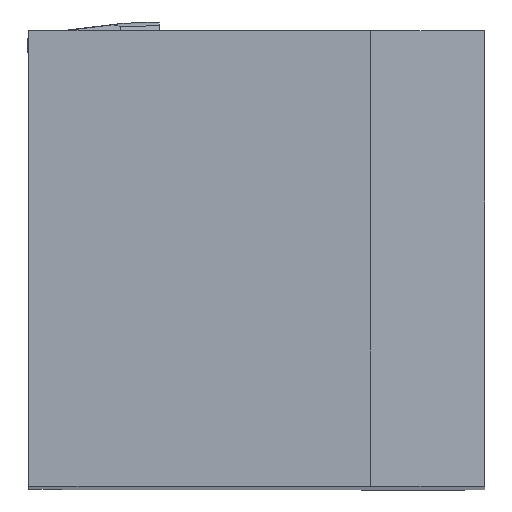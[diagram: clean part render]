
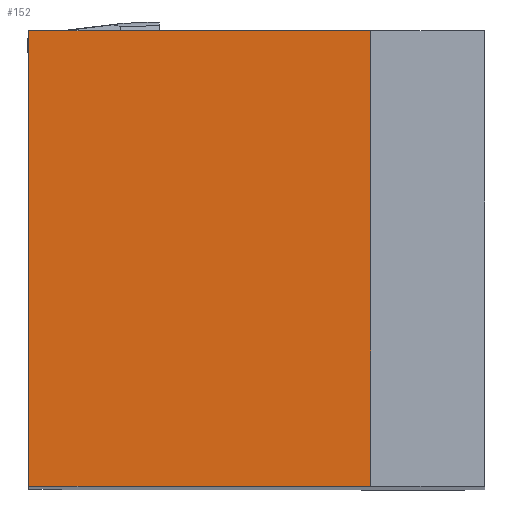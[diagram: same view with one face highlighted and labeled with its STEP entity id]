
A CAD part, top view. The second image highlights one B-rep face of the part: STEP entity #152.
In plain terms, the highlighted planar face has unit normal (0, 0, 1).
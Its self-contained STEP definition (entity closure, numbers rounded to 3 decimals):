
#152=ADVANCED_FACE('',(#213),#181,.T.);
#181=PLANE('',#875);
#213=FACE_OUTER_BOUND('',#253,.T.);
#253=EDGE_LOOP('',(#411,#412,#413,#414));
#411=ORIENTED_EDGE('',*,*,#590,.T.);
#412=ORIENTED_EDGE('',*,*,#593,.T.);
#413=ORIENTED_EDGE('',*,*,#578,.T.);
#414=ORIENTED_EDGE('',*,*,#585,.T.);
#496=VERTEX_POINT('',#1260);
#497=VERTEX_POINT('',#1262);
#501=VERTEX_POINT('',#1273);
#504=VERTEX_POINT('',#1282);
#578=EDGE_CURVE('',#497,#496,#655,.T.);
#585=EDGE_CURVE('',#496,#501,#662,.T.);
#590=EDGE_CURVE('',#501,#504,#667,.T.);
#593=EDGE_CURVE('',#504,#497,#670,.T.);
#655=LINE('',#1261,#732);
#662=LINE('',#1274,#739);
#667=LINE('',#1283,#744);
#670=LINE('',#1288,#747);
#732=VECTOR('',#1030,1.);
#739=VECTOR('',#1039,1.);
#744=VECTOR('',#1046,1.);
#747=VECTOR('',#1053,1.);
#875=AXIS2_PLACEMENT_3D('',#1289,#1054,#1055);
#1030=DIRECTION('',(-1.,0.,0.));
#1039=DIRECTION('',(0.,-1.,0.));
#1046=DIRECTION('',(1.,0.,0.));
#1053=DIRECTION('',(0.,1.,0.));
#1054=DIRECTION('',(0.,0.,1.));
#1055=DIRECTION('',(-1.,0.,0.));
#1260=CARTESIAN_POINT('',(0.,12.,0.));
#1261=CARTESIAN_POINT('',(12.,12.,0.));
#1262=CARTESIAN_POINT('',(9.,12.,0.));
#1273=CARTESIAN_POINT('',(0.,0.,
0.));
#1274=CARTESIAN_POINT('',(0.,12.,0.));
#1282=CARTESIAN_POINT('',(9.,0.,0.));
#1283=CARTESIAN_POINT('',(0.,0.,
0.));
#1288=CARTESIAN_POINT('',(9.,12.,0.));
#1289=CARTESIAN_POINT('',(0.,12.,0.));
